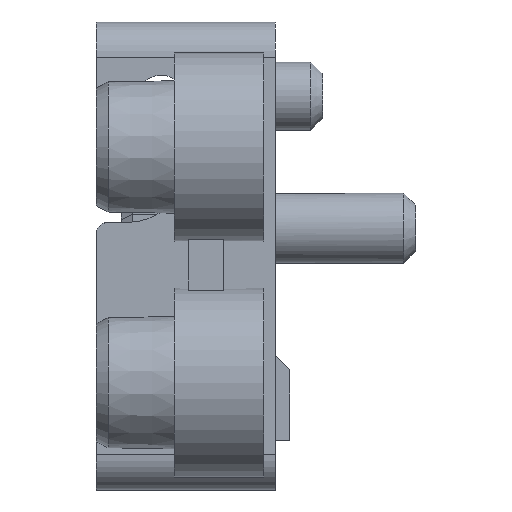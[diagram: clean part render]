
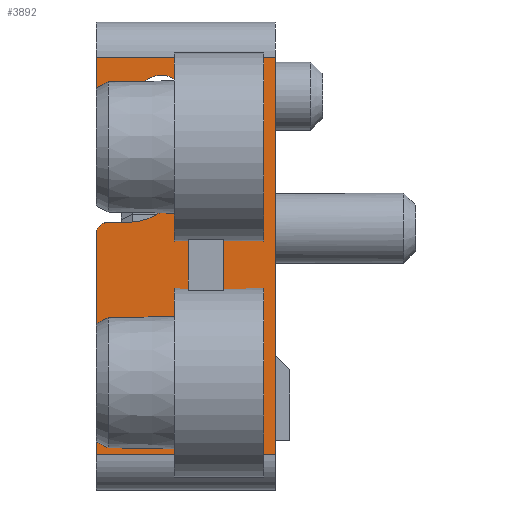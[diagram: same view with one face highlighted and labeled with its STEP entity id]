
A CAD part, left-side view. The second image highlights one B-rep face of the part: STEP entity #3892.
In plain terms, the highlighted planar face has unit normal (-1, 0, 0).
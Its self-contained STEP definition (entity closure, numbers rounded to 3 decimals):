
#47=FACE_BOUND('',#560,.T.);
#48=FACE_BOUND('',#561,.T.);
#126=PLANE('',#4166);
#328=FACE_OUTER_BOUND('',#559,.T.);
#559=EDGE_LOOP('',(#3164,#3165,#3166,#3167,#3168,#3169,#3170,#3171,#3172,
#3173,#3174,#3175,#3176,#3177));
#560=EDGE_LOOP('',(#3178,#3179,#3180,#3181));
#561=EDGE_LOOP('',(#3182,#3183,#3184,#3185));
#715=CIRCLE('',#4141,0.5);
#720=CIRCLE('',#4150,0.5);
#726=CIRCLE('',#4160,1.);
#730=CIRCLE('',#4167,0.875);
#731=CIRCLE('',#4168,2.4);
#983=LINE('',#6869,#1430);
#991=LINE('',#6891,#1438);
#995=LINE('',#7239,#1442);
#996=LINE('',#7242,#1443);
#1010=LINE('',#7283,#1457);
#1011=LINE('',#7284,#1458);
#1012=LINE('',#7286,#1459);
#1013=LINE('',#7289,#1460);
#1014=LINE('',#7291,#1461);
#1015=LINE('',#7295,#1462);
#1016=LINE('',#7297,#1463);
#1017=LINE('',#7299,#1464);
#1018=LINE('',#7300,#1465);
#1019=LINE('',#7303,#1466);
#1020=LINE('',#7305,#1467);
#1021=LINE('',#7307,#1468);
#1022=LINE('',#7308,#1469);
#1430=VECTOR('',#4724,10.);
#1438=VECTOR('',#4746,10.);
#1442=VECTOR('',#4766,10.);
#1443=VECTOR('',#4769,10.);
#1457=VECTOR('',#4809,10.);
#1458=VECTOR('',#4810,10.);
#1459=VECTOR('',#4811,10.);
#1460=VECTOR('',#4814,10.);
#1461=VECTOR('',#4815,10.);
#1462=VECTOR('',#4818,10.);
#1463=VECTOR('',#4819,10.);
#1464=VECTOR('',#4820,10.);
#1465=VECTOR('',#4821,10.);
#1466=VECTOR('',#4822,10.);
#1467=VECTOR('',#4823,10.);
#1468=VECTOR('',#4824,10.);
#1469=VECTOR('',#4825,10.);
#1864=VERTEX_POINT('',#6866);
#1865=VERTEX_POINT('',#6868);
#1868=VERTEX_POINT('',#6878);
#1869=VERTEX_POINT('',#6880);
#1872=VERTEX_POINT('',#6890);
#1875=VERTEX_POINT('',#6901);
#1876=VERTEX_POINT('',#7237);
#1877=VERTEX_POINT('',#7241);
#1881=VERTEX_POINT('',#7254);
#1882=VERTEX_POINT('',#7255);
#1891=VERTEX_POINT('',#7282);
#1892=VERTEX_POINT('',#7285);
#1893=VERTEX_POINT('',#7287);
#1894=VERTEX_POINT('',#7290);
#1895=VERTEX_POINT('',#7293);
#1896=VERTEX_POINT('',#7294);
#1897=VERTEX_POINT('',#7296);
#1898=VERTEX_POINT('',#7298);
#1899=VERTEX_POINT('',#7301);
#1900=VERTEX_POINT('',#7302);
#1901=VERTEX_POINT('',#7304);
#1902=VERTEX_POINT('',#7306);
#2304=EDGE_CURVE('',#1864,#1865,#983,.T.);
#2310=EDGE_CURVE('',#1868,#1869,#715,.T.);
#2315=EDGE_CURVE('',#1869,#1872,#991,.T.);
#2321=EDGE_CURVE('',#1865,#1875,#720,.T.);
#2326=EDGE_CURVE('',#1872,#1876,#995,.T.);
#2327=EDGE_CURVE('',#1876,#1877,#996,.T.);
#2334=EDGE_CURVE('',#1881,#1882,#726,.T.);
#2349=EDGE_CURVE('',#1891,#1875,#1010,.T.);
#2350=EDGE_CURVE('',#1877,#1864,#1011,.T.);
#2351=EDGE_CURVE('',#1868,#1892,#1012,.T.);
#2352=EDGE_CURVE('',#1893,#1892,#730,.T.);
#2353=EDGE_CURVE('',#1893,#1881,#1013,.T.);
#2354=EDGE_CURVE('',#1882,#1894,#1014,.T.);
#2355=EDGE_CURVE('',#1894,#1891,#731,.T.);
#2356=EDGE_CURVE('',#1895,#1896,#1015,.T.);
#2357=EDGE_CURVE('',#1897,#1895,#1016,.T.);
#2358=EDGE_CURVE('',#1898,#1897,#1017,.T.);
#2359=EDGE_CURVE('',#1896,#1898,#1018,.T.);
#2360=EDGE_CURVE('',#1899,#1900,#1019,.T.);
#2361=EDGE_CURVE('',#1901,#1899,#1020,.T.);
#2362=EDGE_CURVE('',#1902,#1901,#1021,.T.);
#2363=EDGE_CURVE('',#1900,#1902,#1022,.T.);
#3164=ORIENTED_EDGE('',*,*,#2349,.T.);
#3165=ORIENTED_EDGE('',*,*,#2321,.F.);
#3166=ORIENTED_EDGE('',*,*,#2304,.F.);
#3167=ORIENTED_EDGE('',*,*,#2350,.F.);
#3168=ORIENTED_EDGE('',*,*,#2327,.F.);
#3169=ORIENTED_EDGE('',*,*,#2326,.F.);
#3170=ORIENTED_EDGE('',*,*,#2315,.F.);
#3171=ORIENTED_EDGE('',*,*,#2310,.F.);
#3172=ORIENTED_EDGE('',*,*,#2351,.T.);
#3173=ORIENTED_EDGE('',*,*,#2352,.F.);
#3174=ORIENTED_EDGE('',*,*,#2353,.T.);
#3175=ORIENTED_EDGE('',*,*,#2334,.T.);
#3176=ORIENTED_EDGE('',*,*,#2354,.T.);
#3177=ORIENTED_EDGE('',*,*,#2355,.T.);
#3178=ORIENTED_EDGE('',*,*,#2356,.F.);
#3179=ORIENTED_EDGE('',*,*,#2357,.F.);
#3180=ORIENTED_EDGE('',*,*,#2358,.F.);
#3181=ORIENTED_EDGE('',*,*,#2359,.F.);
#3182=ORIENTED_EDGE('',*,*,#2360,.F.);
#3183=ORIENTED_EDGE('',*,*,#2361,.F.);
#3184=ORIENTED_EDGE('',*,*,#2362,.F.);
#3185=ORIENTED_EDGE('',*,*,#2363,.F.);
#3892=ADVANCED_FACE('',(#328,#47,#48),#126,.F.);
#4141=AXIS2_PLACEMENT_3D('',#6881,#4735,#4736);
#4150=AXIS2_PLACEMENT_3D('',#6902,#4759,#4760);
#4160=AXIS2_PLACEMENT_3D('',#7256,#4784,#4785);
#4166=AXIS2_PLACEMENT_3D('',#7281,#4807,#4808);
#4167=AXIS2_PLACEMENT_3D('',#7288,#4812,#4813);
#4168=AXIS2_PLACEMENT_3D('',#7292,#4816,#4817);
#4724=DIRECTION('',(0.,0.,1.));
#4735=DIRECTION('center_axis',(1.,0.,0.));
#4736=DIRECTION('ref_axis',(0.,0.707,-0.707));
#4746=DIRECTION('',(0.,0.,1.));
#4759=DIRECTION('center_axis',(1.,0.,0.));
#4760=DIRECTION('ref_axis',(0.,0.707,0.707));
#4766=DIRECTION('',(0.,-1.,0.));
#4769=DIRECTION('',(0.,0.,-1.));
#4784=DIRECTION('center_axis',(1.,0.,0.));
#4785=DIRECTION('ref_axis',(0.,0.,-1.));
#4807=DIRECTION('center_axis',(1.,0.,0.));
#4808=DIRECTION('ref_axis',(0.,-1.,0.));
#4809=DIRECTION('',(0.,1.,0.));
#4810=DIRECTION('',(0.,1.,0.));
#4811=DIRECTION('',(0.,-1.,0.));
#4812=DIRECTION('center_axis',(1.,0.,0.));
#4813=DIRECTION('ref_axis',(0.,-0.707,-0.707));
#4814=DIRECTION('',(0.,0.,1.));
#4815=DIRECTION('',(0.,0.,-1.));
#4816=DIRECTION('center_axis',(1.,0.,0.));
#4817=DIRECTION('ref_axis',(0.,-0.707,-0.707));
#4818=DIRECTION('',(0.,0.,-1.));
#4819=DIRECTION('',(0.,1.,0.));
#4820=DIRECTION('',(0.,0.,1.));
#4821=DIRECTION('',(0.,-1.,0.));
#4822=DIRECTION('',(0.,0.,-1.));
#4823=DIRECTION('',(0.,1.,0.));
#4824=DIRECTION('',(0.,0.,1.));
#4825=DIRECTION('',(0.,-1.,0.));
#6866=CARTESIAN_POINT('',(60.5,13.1,-43.05));
#6868=CARTESIAN_POINT('',(60.5,13.1,-33.7));
#6869=CARTESIAN_POINT('',(60.5,13.1,-35.3));
#6878=CARTESIAN_POINT('',(60.5,12.6,-31.45));
#6880=CARTESIAN_POINT('',(60.5,13.1,-30.95));
#6881=CARTESIAN_POINT('Origin',(60.5,12.6,-30.95));
#6890=CARTESIAN_POINT('',(60.5,13.1,-26.2));
#6891=CARTESIAN_POINT('',(60.5,13.1,-35.3));
#6901=CARTESIAN_POINT('',(60.5,12.6,-33.2));
#6902=CARTESIAN_POINT('Origin',(60.5,12.6,-33.7));
#7237=CARTESIAN_POINT('',(60.5,5.5,-26.2));
#7239=CARTESIAN_POINT('',(60.5,9.3,-26.2));
#7241=CARTESIAN_POINT('',(60.5,5.5,-43.05));
#7242=CARTESIAN_POINT('',(60.5,5.5,-35.3));
#7254=CARTESIAN_POINT('',(60.5,11.35,-27.95));
#7255=CARTESIAN_POINT('',(60.5,9.35,-27.95));
#7256=CARTESIAN_POINT('Origin',(60.5,10.35,-27.95));
#7281=CARTESIAN_POINT('Origin',(60.5,9.3,-35.3));
#7282=CARTESIAN_POINT('',(60.5,11.725,-33.2));
#7283=CARTESIAN_POINT('',(60.5,9.75,-33.2));
#7284=CARTESIAN_POINT('',(60.5,9.3,-43.05));
#7285=CARTESIAN_POINT('',(60.5,12.225,-31.45));
#7286=CARTESIAN_POINT('',(60.5,11.275,-31.45));
#7287=CARTESIAN_POINT('',(60.5,11.35,-30.575));
#7288=CARTESIAN_POINT('Origin',(60.5,12.225,-30.575));
#7289=CARTESIAN_POINT('',(60.5,11.35,-32.925));
#7290=CARTESIAN_POINT('',(60.5,9.35,-30.8));
#7291=CARTESIAN_POINT('',(60.5,9.35,-32.925));
#7292=CARTESIAN_POINT('Origin',(60.5,11.75,-30.8));
#7293=CARTESIAN_POINT('',(60.5,8.2,-29.25));
#7294=CARTESIAN_POINT('',(60.5,8.2,-30.75));
#7295=CARTESIAN_POINT('',(60.5,8.2,-32.875));
#7296=CARTESIAN_POINT('',(60.5,6.7,-29.25));
#7297=CARTESIAN_POINT('',(60.5,7.675,-29.25));
#7298=CARTESIAN_POINT('',(60.5,6.7,-30.75));
#7299=CARTESIAN_POINT('',(60.5,6.7,-32.875));
#7300=CARTESIAN_POINT('',(60.5,7.675,-30.75));
#7301=CARTESIAN_POINT('',(60.5,8.2,-39.25));
#7302=CARTESIAN_POINT('',(60.5,8.2,-40.75));
#7303=CARTESIAN_POINT('',(60.5,8.2,-37.875));
#7304=CARTESIAN_POINT('',(60.5,6.7,-39.25));
#7305=CARTESIAN_POINT('',(60.5,7.675,-39.25));
#7306=CARTESIAN_POINT('',(60.5,6.7,-40.75));
#7307=CARTESIAN_POINT('',(60.5,6.7,-37.875));
#7308=CARTESIAN_POINT('',(60.5,7.675,-40.75));
